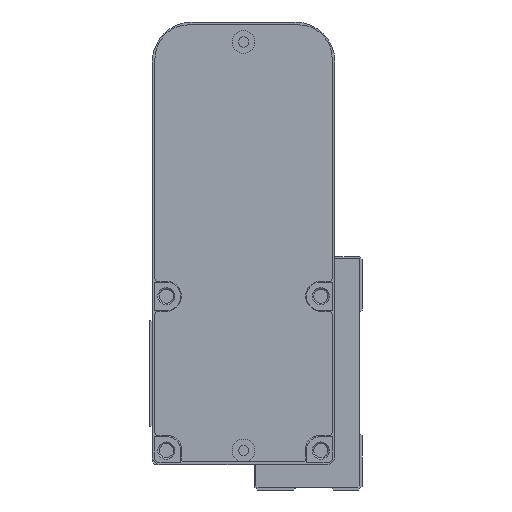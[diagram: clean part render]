
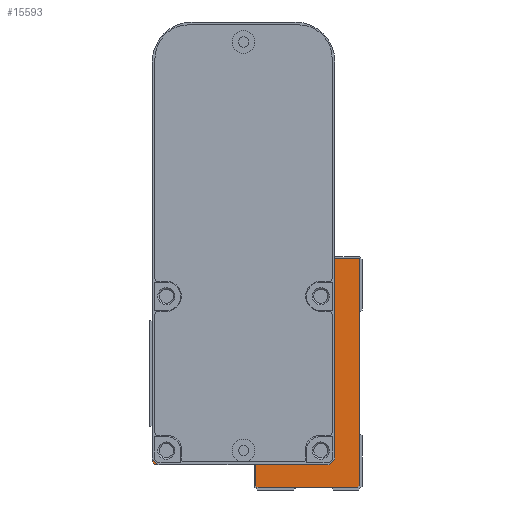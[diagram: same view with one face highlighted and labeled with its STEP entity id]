
A CAD part, left-side view. The second image highlights one B-rep face of the part: STEP entity #15593.
In plain terms, the highlighted planar face has unit normal (-1, 0, 0).
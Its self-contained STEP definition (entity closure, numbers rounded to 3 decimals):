
#69 = EDGE_CURVE ( 'NONE', #20422, #15233, #19128, .T. ) ;
#106 = EDGE_CURVE ( 'NONE', #24802, #27211, #5719, .T. ) ;
#396 = ORIENTED_EDGE ( 'NONE', *, *, #6616, .F. ) ;
#906 = CARTESIAN_POINT ( 'NONE',  ( -13., 37.3, -39.5 ) ) ;
#1125 = AXIS2_PLACEMENT_3D ( 'NONE', #4014, #26119, #19314 ) ;
#1358 = CARTESIAN_POINT ( 'NONE',  ( -13., 72.65, 32. ) ) ;
#1493 = CARTESIAN_POINT ( 'NONE',  ( -13., 37.3, -32. ) ) ;
#1938 = EDGE_CURVE ( 'NONE', #9396, #24802, #4266, .T. ) ;
#2401 = EDGE_CURVE ( 'NONE', #3558, #20953, #26183, .T. ) ;
#2815 = LINE ( 'NONE', #26802, #16412 ) ;
#3159 = ORIENTED_EDGE ( 'NONE', *, *, #9745, .F. ) ;
#3558 = VERTEX_POINT ( 'NONE', #25532 ) ;
#3648 = EDGE_CURVE ( 'NONE', #27211, #3558, #7951, .T. ) ;
#4014 = CARTESIAN_POINT ( 'NONE',  ( -13., 0., 0. ) ) ;
#4083 = VECTOR ( 'NONE', #18213, 1000. ) ;
#4266 = LINE ( 'NONE', #22153, #15229 ) ;
#4358 = CARTESIAN_POINT ( 'NONE',  ( -13., 72.65, 32. ) ) ;
#5154 = LINE ( 'NONE', #18830, #8163 ) ;
#5484 = VECTOR ( 'NONE', #28084, 1000. ) ;
#5485 = VERTEX_POINT ( 'NONE', #27500 ) ;
#5719 = LINE ( 'NONE', #23468, #8341 ) ;
#6044 = ORIENTED_EDGE ( 'NONE', *, *, #13216, .F. ) ;
#6616 = EDGE_CURVE ( 'NONE', #5485, #8072, #5154, .T. ) ;
#6793 = EDGE_CURVE ( 'NONE', #15233, #5485, #24994, .T. ) ;
#6839 = CARTESIAN_POINT ( 'NONE',  ( -13., 37.3, 39.5 ) ) ;
#7079 = VERTEX_POINT ( 'NONE', #13350 ) ;
#7374 = CARTESIAN_POINT ( 'NONE',  ( -13., 37.3, -32. ) ) ;
#7951 = LINE ( 'NONE', #26090, #8392 ) ;
#8045 = ORIENTED_EDGE ( 'NONE', *, *, #21856, .F. ) ;
#8051 = ORIENTED_EDGE ( 'NONE', *, *, #3648, .F. ) ;
#8070 = CARTESIAN_POINT ( 'NONE',  ( -13., 37.3, 39.5 ) ) ;
#8072 = VERTEX_POINT ( 'NONE', #22289 ) ;
#8163 = VECTOR ( 'NONE', #28058, 1000. ) ;
#8341 = VECTOR ( 'NONE', #21139, 1000. ) ;
#8392 = VECTOR ( 'NONE', #10137, 1000. ) ;
#8746 = LINE ( 'NONE', #6839, #4083 ) ;
#9162 = DIRECTION ( 'NONE',  ( 0., 0.707, 0.707 ) ) ;
#9370 = VECTOR ( 'NONE', #28235, 1000. ) ;
#9393 = DIRECTION ( 'NONE',  ( 0., 0., 1. ) ) ;
#9396 = VERTEX_POINT ( 'NONE', #9800 ) ;
#9745 = EDGE_CURVE ( 'NONE', #8072, #20909, #17725, .T. ) ;
#9800 = CARTESIAN_POINT ( 'NONE',  ( -13., 1., 40. ) ) ;
#10137 = DIRECTION ( 'NONE',  ( 0., 1., 0. ) ) ;
#11976 = LINE ( 'NONE', #906, #22699 ) ;
#12464 = CARTESIAN_POINT ( 'NONE',  ( -13., 37.3, 32. ) ) ;
#13216 = EDGE_CURVE ( 'NONE', #20953, #20422, #11976, .T. ) ;
#13350 = CARTESIAN_POINT ( 'NONE',  ( -13., 36.8, 40. ) ) ;
#14075 = VECTOR ( 'NONE', #24245, 1000. ) ;
#14291 = VERTEX_POINT ( 'NONE', #8070 ) ;
#14404 = VECTOR ( 'NONE', #14611, 1000. ) ;
#14611 = DIRECTION ( 'NONE',  ( 0., 1., 0. ) ) ;
#14797 = ORIENTED_EDGE ( 'NONE', *, *, #1938, .F. ) ;
#15150 = ORIENTED_EDGE ( 'NONE', *, *, #25602, .F. ) ;
#15229 = VECTOR ( 'NONE', #19034, 1000. ) ;
#15233 = VERTEX_POINT ( 'NONE', #19077 ) ;
#15593 = ADVANCED_FACE ( 'NONE', ( #21193 ), #25980, .T. ) ;
#15940 = LINE ( 'NONE', #18402, #28365 ) ;
#16412 = VECTOR ( 'NONE', #27088, 1000. ) ;
#17479 = CARTESIAN_POINT ( 'NONE',  ( -13., 36.8, -40. ) ) ;
#17725 = LINE ( 'NONE', #18408, #14075 ) ;
#17763 = CARTESIAN_POINT ( 'NONE',  ( -13., 37.3, -39.5 ) ) ;
#18006 = ORIENTED_EDGE ( 'NONE', *, *, #24415, .F. ) ;
#18213 = DIRECTION ( 'NONE',  ( 0., -0.707, 0.707 ) ) ;
#18402 = CARTESIAN_POINT ( 'NONE',  ( -13., 37.3, 32. ) ) ;
#18408 = CARTESIAN_POINT ( 'NONE',  ( -13., 73.5, 31.15 ) ) ;
#18830 = CARTESIAN_POINT ( 'NONE',  ( -13., 73.5, -31.15 ) ) ;
#18966 = ORIENTED_EDGE ( 'NONE', *, *, #24369, .F. ) ;
#19034 = DIRECTION ( 'NONE',  ( 0., 0., -1. ) ) ;
#19077 = CARTESIAN_POINT ( 'NONE',  ( -13., 72.65, -32. ) ) ;
#19128 = LINE ( 'NONE', #1493, #14404 ) ;
#19314 = DIRECTION ( 'NONE',  ( 0., 0., 1. ) ) ;
#19384 = CARTESIAN_POINT ( 'NONE',  ( -13., 1.5, -40. ) ) ;
#20053 = ORIENTED_EDGE ( 'NONE', *, *, #2401, .F. ) ;
#20263 = ORIENTED_EDGE ( 'NONE', *, *, #69, .F. ) ;
#20422 = VERTEX_POINT ( 'NONE', #7374 ) ;
#20636 = CARTESIAN_POINT ( 'NONE',  ( -13., 72.65, -32. ) ) ;
#20677 = ORIENTED_EDGE ( 'NONE', *, *, #106, .F. ) ;
#20909 = VERTEX_POINT ( 'NONE', #4358 ) ;
#20953 = VERTEX_POINT ( 'NONE', #17763 ) ;
#21139 = DIRECTION ( 'NONE',  ( 0., 0.707, -0.707 ) ) ;
#21193 = FACE_OUTER_BOUND ( 'NONE', #24195, .T. ) ;
#21568 = LINE ( 'NONE', #1358, #9370 ) ;
#21856 = EDGE_CURVE ( 'NONE', #14291, #7079, #8746, .T. ) ;
#22153 = CARTESIAN_POINT ( 'NONE',  ( -13., 1., 40. ) ) ;
#22289 = CARTESIAN_POINT ( 'NONE',  ( -13., 73.5, 31.15 ) ) ;
#22699 = VECTOR ( 'NONE', #27513, 1000. ) ;
#23099 = CARTESIAN_POINT ( 'NONE',  ( -13., 1., -39.5 ) ) ;
#23468 = CARTESIAN_POINT ( 'NONE',  ( -13., 1., -39.5 ) ) ;
#24067 = VERTEX_POINT ( 'NONE', #12464 ) ;
#24195 = EDGE_LOOP ( 'NONE', ( #8045, #18966, #18006, #3159, #396, #25320, #20263, #6044, #20053, #8051, #20677, #14797, #15150 ) ) ;
#24245 = DIRECTION ( 'NONE',  ( 0., -0.707, 0.707 ) ) ;
#24369 = EDGE_CURVE ( 'NONE', #24067, #14291, #15940, .T. ) ;
#24415 = EDGE_CURVE ( 'NONE', #20909, #24067, #21568, .T. ) ;
#24802 = VERTEX_POINT ( 'NONE', #23099 ) ;
#24994 = LINE ( 'NONE', #20636, #26706 ) ;
#25320 = ORIENTED_EDGE ( 'NONE', *, *, #6793, .F. ) ;
#25532 = CARTESIAN_POINT ( 'NONE',  ( -13., 36.8, -40. ) ) ;
#25602 = EDGE_CURVE ( 'NONE', #7079, #9396, #2815, .T. ) ;
#25980 = PLANE ( 'NONE',  #1125 ) ;
#26090 = CARTESIAN_POINT ( 'NONE',  ( -13., 1.5, -40. ) ) ;
#26119 = DIRECTION ( 'NONE',  ( -1., 0., 0. ) ) ;
#26183 = LINE ( 'NONE', #17479, #5484 ) ;
#26706 = VECTOR ( 'NONE', #9162, 1000. ) ;
#26802 = CARTESIAN_POINT ( 'NONE',  ( -13., 36.8, 40. ) ) ;
#27088 = DIRECTION ( 'NONE',  ( 0., -1., 0. ) ) ;
#27211 = VERTEX_POINT ( 'NONE', #19384 ) ;
#27500 = CARTESIAN_POINT ( 'NONE',  ( -13., 73.5, -31.15 ) ) ;
#27513 = DIRECTION ( 'NONE',  ( 0., 0., 1. ) ) ;
#28058 = DIRECTION ( 'NONE',  ( 0., 0., 1. ) ) ;
#28084 = DIRECTION ( 'NONE',  ( 0., 0.707, 0.707 ) ) ;
#28235 = DIRECTION ( 'NONE',  ( 0., -1., 0. ) ) ;
#28365 = VECTOR ( 'NONE', #9393, 1000. ) ;
